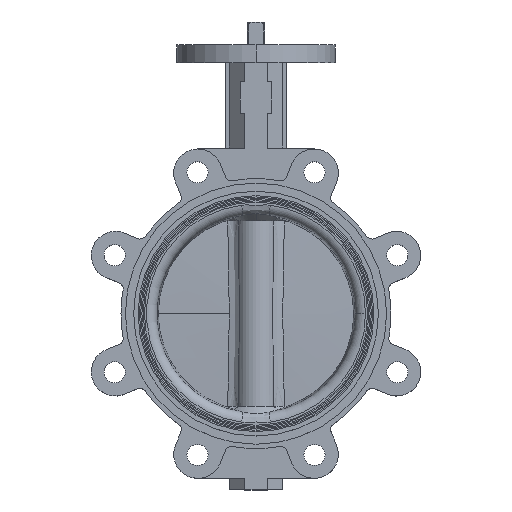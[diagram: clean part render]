
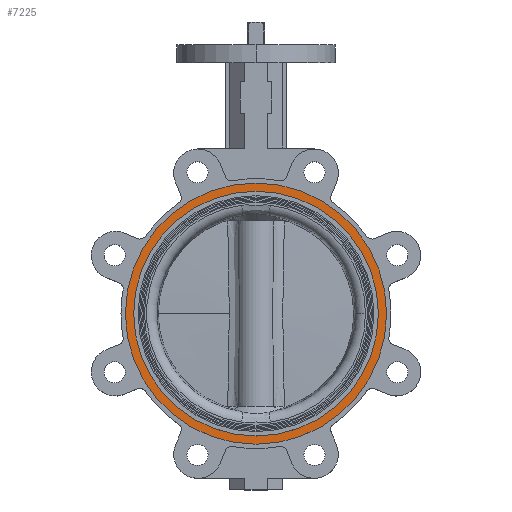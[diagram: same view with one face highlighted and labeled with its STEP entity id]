
A CAD part, top view. The second image highlights one B-rep face of the part: STEP entity #7225.
In plain terms, the highlighted planar face has unit normal (0, 0, 1).
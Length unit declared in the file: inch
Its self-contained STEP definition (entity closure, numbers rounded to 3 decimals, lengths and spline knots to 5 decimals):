
#653 = AXIS2_PLACEMENT_3D ( 'NONE', #8979, #2916, #11625 ) ;
#831 = ORIENTED_EDGE ( 'NONE', *, *, #10549, .F. ) ;
#1274 = FACE_BOUND ( 'NONE', #6331, .T. ) ;
#1888 = ORIENTED_EDGE ( 'NONE', *, *, #10740, .T. ) ;
#2383 = CARTESIAN_POINT ( 'NONE',  ( -2.14321, 4.94589, 7.77953 ) ) ;
#2536 = DIRECTION ( 'NONE',  ( -1., 0., 0. ) ) ;
#2866 = ORIENTED_EDGE ( 'NONE', *, *, #3130, .F. ) ;
#2916 = DIRECTION ( 'NONE',  ( 0., 0., 1. ) ) ;
#3130 = EDGE_CURVE ( 'NONE', #12369, #8107, #8593, .T. ) ;
#3145 = EDGE_LOOP ( 'NONE', ( #9879, #1888 ) ) ;
#3222 = CARTESIAN_POINT ( 'NONE',  ( -2.51723, 4.94589, 7.77953 ) ) ;
#3338 = AXIS2_PLACEMENT_3D ( 'NONE', #15936, #12052, #4480 ) ;
#4480 = DIRECTION ( 'NONE',  ( 1., 0., 0. ) ) ;
#4672 = DIRECTION ( 'NONE',  ( 0., 0., 1. ) ) ;
#6276 = PLANE ( 'NONE',  #653 ) ;
#6331 = EDGE_LOOP ( 'NONE', ( #831, #2866 ) ) ;
#7225 = ADVANCED_FACE ( 'NONE', ( #1274, #8482 ), #6276, .T. ) ;
#7514 = CIRCLE ( 'NONE', #3338, 4.05512 ) ;
#7824 = AXIS2_PLACEMENT_3D ( 'NONE', #15027, #12805, #12715 ) ;
#8107 = VERTEX_POINT ( 'NONE', #2383 ) ;
#8482 = FACE_OUTER_BOUND ( 'NONE', #3145, .T. ) ;
#8593 = CIRCLE ( 'NONE', #7824, 3.6811 ) ;
#8979 = CARTESIAN_POINT ( 'NONE',  ( 1.53789, 4.94589, 7.77953 ) ) ;
#9711 = CARTESIAN_POINT ( 'NONE',  ( 5.219, 4.94589, 7.77953 ) ) ;
#9879 = ORIENTED_EDGE ( 'NONE', *, *, #15989, .T. ) ;
#10091 = CARTESIAN_POINT ( 'NONE',  ( 1.53789, 4.94589, 7.77953 ) ) ;
#10549 = EDGE_CURVE ( 'NONE', #8107, #12369, #15659, .T. ) ;
#10740 = EDGE_CURVE ( 'NONE', #13828, #13787, #13774, .T. ) ;
#10906 = CARTESIAN_POINT ( 'NONE',  ( 1.53789, 4.94589, 7.77953 ) ) ;
#11013 = DIRECTION ( 'NONE',  ( 0., 0., 1. ) ) ;
#11625 = DIRECTION ( 'NONE',  ( 1., 0., 0. ) ) ;
#12052 = DIRECTION ( 'NONE',  ( 0., 0., 1. ) ) ;
#12369 = VERTEX_POINT ( 'NONE', #9711 ) ;
#12479 = AXIS2_PLACEMENT_3D ( 'NONE', #10906, #4672, #16115 ) ;
#12715 = DIRECTION ( 'NONE',  ( -1., 0., 0. ) ) ;
#12805 = DIRECTION ( 'NONE',  ( 0., 0., 1. ) ) ;
#13774 = CIRCLE ( 'NONE', #12479, 4.05512 ) ;
#13787 = VERTEX_POINT ( 'NONE', #3222 ) ;
#13828 = VERTEX_POINT ( 'NONE', #15731 ) ;
#14353 = AXIS2_PLACEMENT_3D ( 'NONE', #10091, #11013, #2536 ) ;
#15027 = CARTESIAN_POINT ( 'NONE',  ( 1.53789, 4.94589, 7.77953 ) ) ;
#15659 = CIRCLE ( 'NONE', #14353, 3.6811 ) ;
#15731 = CARTESIAN_POINT ( 'NONE',  ( 5.59301, 4.94589, 7.77953 ) ) ;
#15936 = CARTESIAN_POINT ( 'NONE',  ( 1.53789, 4.94589, 7.77953 ) ) ;
#15989 = EDGE_CURVE ( 'NONE', #13787, #13828, #7514, .T. ) ;
#16115 = DIRECTION ( 'NONE',  ( 1., 0., 0. ) ) ;
